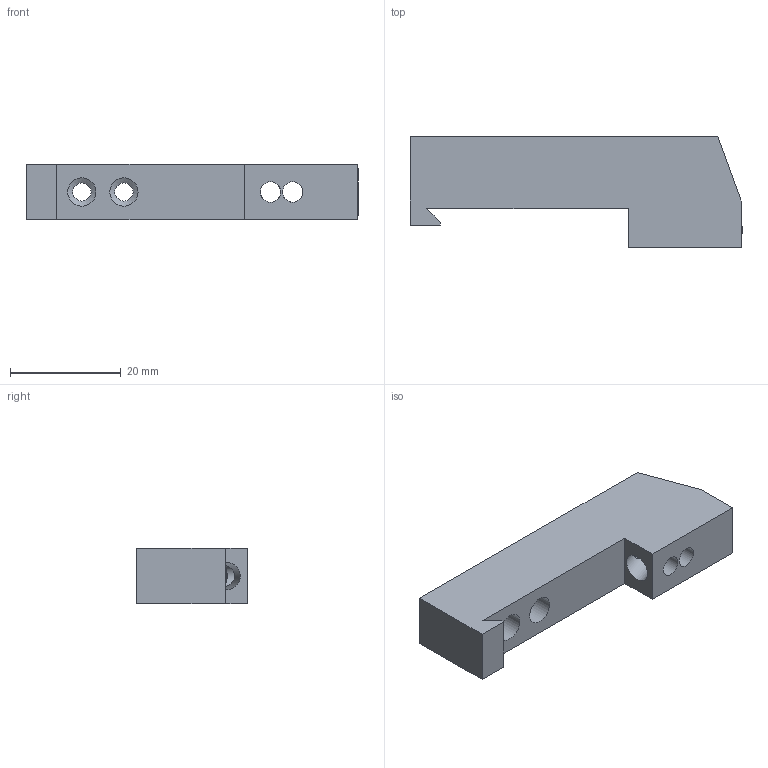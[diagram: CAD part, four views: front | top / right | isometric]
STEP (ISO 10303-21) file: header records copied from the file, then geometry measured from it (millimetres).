
FILE_DESCRIPTION (( 'STEP AP214' ), '1' );
FILE_NAME ('CMV-ACC04.STEP', '2014-12-10T18:15:08', ( '' ), ( '' ), 'SwSTEP 2.0', 'SolidWorks 2013', '' );
FILE_SCHEMA (( 'AUTOMOTIVE_DESIGN' ));
Length unit declared in the file: millimetre
Products named in the file (1): CMV-ACC04
Bounding box: 60.01 x 20 x 10 mm (x, y, z)
Volume: 8030 mm3; surface area: 4327.1 mm2
Topology: 10 solids, 10 shells, 137 faces, 353 edges, 234 vertices
Faces by surface type: plane 85, bspline 41, cylinder 9, cone 2
Full cylindrical faces by diameter (mm): 3.3 x2, 3.7 x4, 5 x1, 5.1 x2
Entity records: 7773 total; most frequent: CARTESIAN_POINT 3379, ORIENTED_EDGE 672, DIRECTION 456, EDGE_CURVE 336, LINE 236, VECTOR 236, VERTEX_POINT 230, EDGE_LOOP 168
